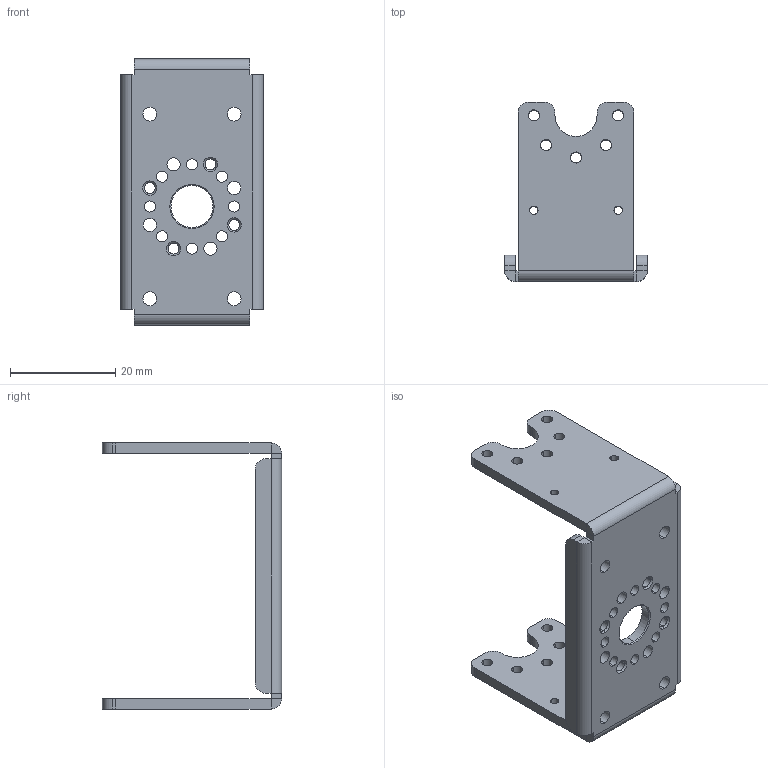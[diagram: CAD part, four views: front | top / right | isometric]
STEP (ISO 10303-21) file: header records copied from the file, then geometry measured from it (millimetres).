
FILE_DESCRIPTION(/* description */ (''),/* implementation_level */ '2;1');
FILE_NAME(/* name */ '13_FR07_H120.step',/* time_stamp */ '2011-05-25T18:12:27-04:00',/* author */ (''),/* organization */ (''),/* preprocessor_version */ 'ST-DEVELOPER v11',/* originating_system */ 'SIEMENS PLM Software NX 7.0',/* authorisation */ '');
FILE_SCHEMA (('AUTOMOTIVE_DESIGN { 1 0 10303 214 1 1 1 1 }'));
Length unit declared in the file: millimetre
Products named in the file (1): 13_FR07_H120
Bounding box: 27 x 34 x 50.5 mm (x, y, z)
Volume: 5349.5 mm3; surface area: 6451.6 mm2
Topology: 1 solids, 1 shells, 150 faces, 398 edges, 250 vertices
Faces by surface type: cylinder 92, plane 44, cone 14
Entity records: 4856 total; most frequent: DIRECTION 898, CARTESIAN_POINT 799, ORIENTED_EDGE 796, EDGE_CURVE 398, AXIS2_PLACEMENT_3D 349, VERTEX_POINT 250, EDGE_LOOP 220, LINE 200
